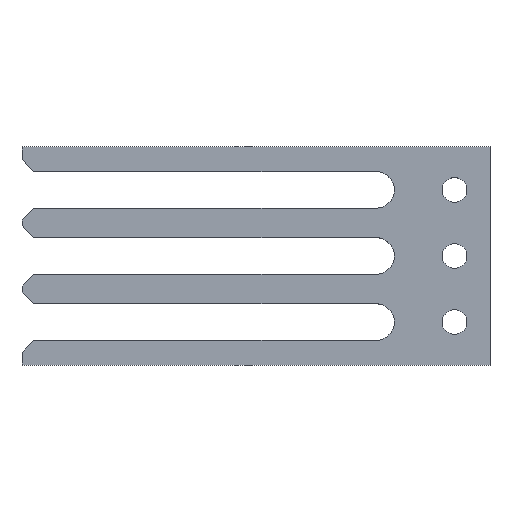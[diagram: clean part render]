
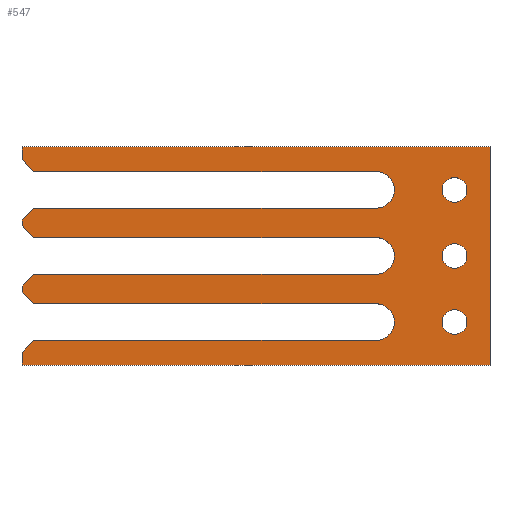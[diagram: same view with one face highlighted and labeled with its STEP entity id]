
A CAD part, top view. The second image highlights one B-rep face of the part: STEP entity #547.
In plain terms, the highlighted planar face has unit normal (0, 0, 1).
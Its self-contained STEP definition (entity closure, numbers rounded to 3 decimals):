
#18=FACE_BOUND('',#99,.T.);
#19=FACE_BOUND('',#100,.T.);
#20=FACE_BOUND('',#101,.T.);
#41=PLANE('',#609);
#68=FACE_OUTER_BOUND('',#98,.T.);
#98=EDGE_LOOP('',(#490,#491,#492,#493,#494,#495,#496,#497,#498,#499,#500,
#501,#502,#503,#504,#505,#506,#507,#508,#509,#510,#511));
#99=EDGE_LOOP('',(#512));
#100=EDGE_LOOP('',(#513));
#101=EDGE_LOOP('',(#514));
#105=LINE('',#775,#168);
#111=LINE('',#786,#174);
#129=LINE('',#830,#192);
#132=LINE('',#835,#195);
#134=LINE('',#839,#197);
#136=LINE('',#844,#199);
#139=LINE('',#849,#202);
#141=LINE('',#853,#204);
#143=LINE('',#858,#206);
#146=LINE('',#863,#209);
#150=LINE('',#872,#213);
#151=LINE('',#875,#214);
#154=LINE('',#882,#217);
#155=LINE('',#885,#218);
#158=LINE('',#892,#221);
#159=LINE('',#895,#222);
#161=LINE('',#899,#224);
#163=LINE('',#902,#226);
#164=LINE('',#904,#227);
#168=VECTOR('',#635,10.);
#174=VECTOR('',#643,10.);
#192=VECTOR('',#671,10.);
#195=VECTOR('',#676,10.);
#197=VECTOR('',#680,10.);
#199=VECTOR('',#684,10.);
#202=VECTOR('',#689,10.);
#204=VECTOR('',#693,10.);
#206=VECTOR('',#697,10.);
#209=VECTOR('',#702,10.);
#213=VECTOR('',#712,10.);
#214=VECTOR('',#715,10.);
#217=VECTOR('',#724,10.);
#218=VECTOR('',#727,10.);
#221=VECTOR('',#736,10.);
#222=VECTOR('',#739,10.);
#224=VECTOR('',#743,10.);
#226=VECTOR('',#747,10.);
#227=VECTOR('',#750,10.);
#229=CIRCLE('',#573,2.1);
#231=CIRCLE('',#576,2.1);
#233=CIRCLE('',#579,2.1);
#237=CIRCLE('',#595,3.1);
#238=CIRCLE('',#599,3.1);
#239=CIRCLE('',#603,3.1);
#241=VERTEX_POINT('',#757);
#243=VERTEX_POINT('',#763);
#245=VERTEX_POINT('',#769);
#246=VERTEX_POINT('',#773);
#247=VERTEX_POINT('',#774);
#251=VERTEX_POINT('',#784);
#271=VERTEX_POINT('',#828);
#272=VERTEX_POINT('',#829);
#273=VERTEX_POINT('',#834);
#274=VERTEX_POINT('',#838);
#275=VERTEX_POINT('',#842);
#276=VERTEX_POINT('',#843);
#277=VERTEX_POINT('',#848);
#278=VERTEX_POINT('',#852);
#279=VERTEX_POINT('',#856);
#280=VERTEX_POINT('',#857);
#281=VERTEX_POINT('',#862);
#282=VERTEX_POINT('',#866);
#283=VERTEX_POINT('',#868);
#284=VERTEX_POINT('',#874);
#285=VERTEX_POINT('',#878);
#286=VERTEX_POINT('',#884);
#287=VERTEX_POINT('',#888);
#288=VERTEX_POINT('',#894);
#289=VERTEX_POINT('',#898);
#292=EDGE_CURVE('',#241,#241,#229,.T.);
#295=EDGE_CURVE('',#243,#243,#231,.T.);
#298=EDGE_CURVE('',#245,#245,#233,.T.);
#299=EDGE_CURVE('',#246,#247,#105,.T.);
#305=EDGE_CURVE('',#246,#251,#111,.T.);
#326=EDGE_CURVE('',#271,#272,#129,.T.);
#329=EDGE_CURVE('',#273,#272,#132,.T.);
#331=EDGE_CURVE('',#273,#274,#134,.T.);
#333=EDGE_CURVE('',#275,#276,#136,.T.);
#336=EDGE_CURVE('',#277,#276,#139,.T.);
#338=EDGE_CURVE('',#277,#278,#141,.T.);
#340=EDGE_CURVE('',#279,#280,#143,.T.);
#343=EDGE_CURVE('',#281,#280,#146,.T.);
#346=EDGE_CURVE('',#283,#282,#237,.T.);
#348=EDGE_CURVE('',#271,#283,#150,.T.);
#349=EDGE_CURVE('',#284,#274,#151,.T.);
#351=EDGE_CURVE('',#285,#284,#238,.T.);
#353=EDGE_CURVE('',#275,#285,#154,.T.);
#354=EDGE_CURVE('',#286,#278,#155,.T.);
#356=EDGE_CURVE('',#287,#286,#239,.T.);
#358=EDGE_CURVE('',#279,#287,#158,.T.);
#359=EDGE_CURVE('',#288,#281,#159,.T.);
#361=EDGE_CURVE('',#289,#288,#161,.T.);
#363=EDGE_CURVE('',#251,#289,#163,.T.);
#364=EDGE_CURVE('',#282,#247,#164,.T.);
#490=ORIENTED_EDGE('',*,*,#299,.F.);
#491=ORIENTED_EDGE('',*,*,#305,.T.);
#492=ORIENTED_EDGE('',*,*,#363,.T.);
#493=ORIENTED_EDGE('',*,*,#361,.T.);
#494=ORIENTED_EDGE('',*,*,#359,.T.);
#495=ORIENTED_EDGE('',*,*,#343,.T.);
#496=ORIENTED_EDGE('',*,*,#340,.F.);
#497=ORIENTED_EDGE('',*,*,#358,.T.);
#498=ORIENTED_EDGE('',*,*,#356,.T.);
#499=ORIENTED_EDGE('',*,*,#354,.T.);
#500=ORIENTED_EDGE('',*,*,#338,.F.);
#501=ORIENTED_EDGE('',*,*,#336,.T.);
#502=ORIENTED_EDGE('',*,*,#333,.F.);
#503=ORIENTED_EDGE('',*,*,#353,.T.);
#504=ORIENTED_EDGE('',*,*,#351,.T.);
#505=ORIENTED_EDGE('',*,*,#349,.T.);
#506=ORIENTED_EDGE('',*,*,#331,.F.);
#507=ORIENTED_EDGE('',*,*,#329,.T.);
#508=ORIENTED_EDGE('',*,*,#326,.F.);
#509=ORIENTED_EDGE('',*,*,#348,.T.);
#510=ORIENTED_EDGE('',*,*,#346,.T.);
#511=ORIENTED_EDGE('',*,*,#364,.T.);
#512=ORIENTED_EDGE('',*,*,#292,.T.);
#513=ORIENTED_EDGE('',*,*,#295,.T.);
#514=ORIENTED_EDGE('',*,*,#298,.T.);
#547=ADVANCED_FACE('',(#68,#18,#19,#20),#41,.T.);
#573=AXIS2_PLACEMENT_3D('',#759,#617,#618);
#576=AXIS2_PLACEMENT_3D('',#765,#624,#625);
#579=AXIS2_PLACEMENT_3D('',#771,#631,#632);
#595=AXIS2_PLACEMENT_3D('',#869,#707,#708);
#599=AXIS2_PLACEMENT_3D('',#879,#719,#720);
#603=AXIS2_PLACEMENT_3D('',#889,#731,#732);
#609=AXIS2_PLACEMENT_3D('',#905,#751,#752);
#617=DIRECTION('center_axis',(0.,0.,-1.));
#618=DIRECTION('ref_axis',(-1.,0.,0.));
#624=DIRECTION('center_axis',(0.,0.,-1.));
#625=DIRECTION('ref_axis',(-1.,0.,0.));
#631=DIRECTION('center_axis',(0.,0.,-1.));
#632=DIRECTION('ref_axis',(-1.,0.,0.));
#635=DIRECTION('',(0.707,0.707,0.));
#643=DIRECTION('',(0.,-1.,0.));
#671=DIRECTION('',(-0.707,0.707,0.));
#676=DIRECTION('',(0.,-1.,0.));
#680=DIRECTION('',(0.707,0.707,0.));
#684=DIRECTION('',(-0.707,0.707,0.));
#689=DIRECTION('',(0.,-1.,0.));
#693=DIRECTION('',(0.707,0.707,0.));
#697=DIRECTION('',(-0.707,0.707,0.));
#702=DIRECTION('',(0.,-1.,0.));
#707=DIRECTION('center_axis',(0.,0.,-1.));
#708=DIRECTION('ref_axis',(0.,1.,0.));
#712=DIRECTION('',(1.,0.,0.));
#715=DIRECTION('',(-1.,0.,0.));
#719=DIRECTION('center_axis',(0.,0.,-1.));
#720=DIRECTION('ref_axis',(0.,1.,0.));
#724=DIRECTION('',(1.,0.,0.));
#727=DIRECTION('',(-1.,0.,0.));
#731=DIRECTION('center_axis',(0.,0.,-1.));
#732=DIRECTION('ref_axis',(0.,1.,0.));
#736=DIRECTION('',(1.,0.,0.));
#739=DIRECTION('',(-1.,0.,0.));
#743=DIRECTION('',(0.,1.,0.));
#747=DIRECTION('',(1.,0.,0.));
#750=DIRECTION('',(-1.,0.,0.));
#751=DIRECTION('center_axis',(0.,0.,1.));
#752=DIRECTION('ref_axis',(1.,0.,0.));
#757=CARTESIAN_POINT('',(15.4,-11.2,5.));
#759=CARTESIAN_POINT('Origin',(13.3,-11.2,5.));
#763=CARTESIAN_POINT('',(15.4,11.2,5.));
#765=CARTESIAN_POINT('Origin',(13.3,11.2,5.));
#769=CARTESIAN_POINT('',(15.4,0.,5.));
#771=CARTESIAN_POINT('Origin',(13.3,0.,5.));
#773=CARTESIAN_POINT('',(-60.,-16.3,5.));
#774=CARTESIAN_POINT('',(-58.,-14.3,5.));
#775=CARTESIAN_POINT('',(-47.013,-3.312,5.));
#784=CARTESIAN_POINT('',(-60.,-18.5,5.));
#786=CARTESIAN_POINT('',(-60.,18.5,5.));
#828=CARTESIAN_POINT('',(-58.,-8.1,5.));
#829=CARTESIAN_POINT('',(-60.,-6.1,5.));
#830=CARTESIAN_POINT('',(-52.613,-13.488,5.));
#834=CARTESIAN_POINT('',(-60.,-5.1,5.));
#835=CARTESIAN_POINT('',(-60.,18.5,5.));
#838=CARTESIAN_POINT('',(-58.,-3.1,5.));
#839=CARTESIAN_POINT('',(-49.813,5.088,5.));
#842=CARTESIAN_POINT('',(-58.,3.1,5.));
#843=CARTESIAN_POINT('',(-60.,5.1,5.));
#844=CARTESIAN_POINT('',(-49.813,-5.088,5.));
#848=CARTESIAN_POINT('',(-60.,6.1,5.));
#849=CARTESIAN_POINT('',(-60.,18.5,5.));
#852=CARTESIAN_POINT('',(-58.,8.1,5.));
#853=CARTESIAN_POINT('',(-52.613,13.488,5.));
#856=CARTESIAN_POINT('',(-58.,14.3,5.));
#857=CARTESIAN_POINT('',(-60.,16.3,5.));
#858=CARTESIAN_POINT('',(-47.013,3.312,5.));
#862=CARTESIAN_POINT('',(-60.,18.5,5.));
#863=CARTESIAN_POINT('',(-60.,18.5,5.));
#866=CARTESIAN_POINT('',(0.,-14.3,5.));
#868=CARTESIAN_POINT('',(0.,-8.1,5.));
#869=CARTESIAN_POINT('Origin',(0.,-11.2,5.));
#872=CARTESIAN_POINT('',(-60.,-8.1,5.));
#874=CARTESIAN_POINT('',(0.,-3.1,5.));
#875=CARTESIAN_POINT('',(0.,-3.1,5.));
#878=CARTESIAN_POINT('',(0.,3.1,5.));
#879=CARTESIAN_POINT('Origin',(0.,0.,5.));
#882=CARTESIAN_POINT('',(-60.,3.1,5.));
#884=CARTESIAN_POINT('',(0.,8.1,5.));
#885=CARTESIAN_POINT('',(0.,8.1,5.));
#888=CARTESIAN_POINT('',(0.,14.3,5.));
#889=CARTESIAN_POINT('Origin',(0.,11.2,5.));
#892=CARTESIAN_POINT('',(-60.,14.3,5.));
#894=CARTESIAN_POINT('',(19.3,18.5,5.));
#895=CARTESIAN_POINT('',(7.3,18.5,5.));
#898=CARTESIAN_POINT('',(19.3,-18.5,5.));
#899=CARTESIAN_POINT('',(19.3,-18.5,5.));
#902=CARTESIAN_POINT('',(-60.,-18.5,5.));
#904=CARTESIAN_POINT('',(0.,-14.3,5.));
#905=CARTESIAN_POINT('Origin',(-26.35,0.,5.));
